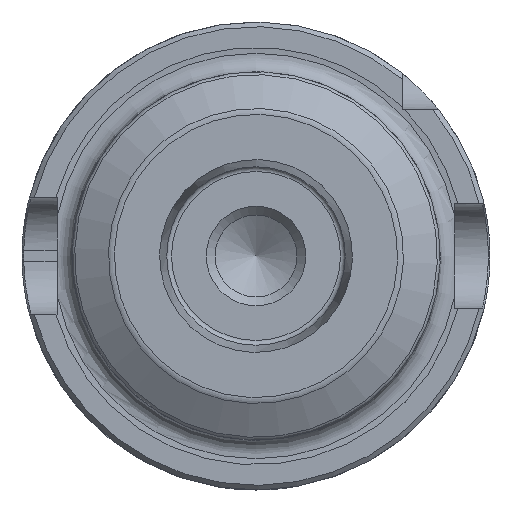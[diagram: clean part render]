
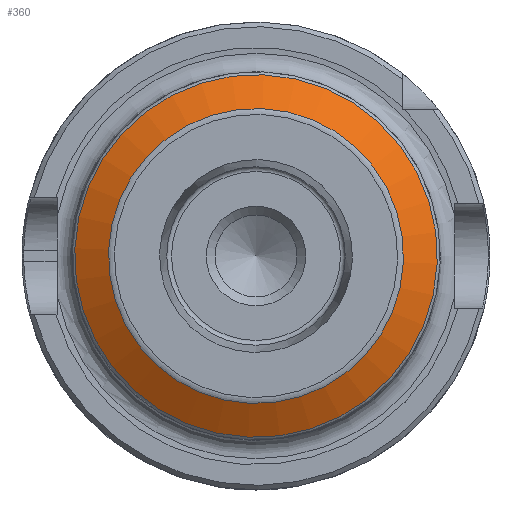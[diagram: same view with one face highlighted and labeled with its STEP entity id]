
A CAD part, left-side view. The second image highlights one B-rep face of the part: STEP entity #360.
In plain terms, the highlighted conical face has half-angle 60 degrees and reference radius 31 mm.
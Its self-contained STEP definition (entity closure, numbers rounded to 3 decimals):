
#98=FACE_BOUND('',#595,.T.);
#99=FACE_BOUND('',#596,.T.);
#175=CONICAL_SURFACE('',#1830,31.,60.);
#360=ADVANCED_FACE('',(#98,#99),#175,.T.);
#595=EDGE_LOOP('',(#1169));
#596=EDGE_LOOP('',(#1170));
#1169=ORIENTED_EDGE('',*,*,#1568,.F.);
#1170=ORIENTED_EDGE('',*,*,#1570,.T.);
#1340=VERTEX_POINT('',#3364);
#1342=VERTEX_POINT('',#3370);
#1568=EDGE_CURVE('',#1340,#1340,#1647,.T.);
#1570=EDGE_CURVE('',#1342,#1342,#1649,.T.);
#1647=CIRCLE('',#1825,31.);
#1649=CIRCLE('',#1829,25.214);
#1825=AXIS2_PLACEMENT_3D('',#3363,#2225,#2226);
#1829=AXIS2_PLACEMENT_3D('',#3369,#2233,#2234);
#1830=AXIS2_PLACEMENT_3D('',#3371,#2235,#2236);
#2225=DIRECTION('',(1.,0.,0.));
#2226=DIRECTION('',(0.,-0.382,0.924));
#2233=DIRECTION('',(1.,0.,0.));
#2234=DIRECTION('',(0.,-0.382,0.924));
#2235=DIRECTION('',(1.,0.,0.));
#2236=DIRECTION('',(0.,-0.382,0.924));
#3363=CARTESIAN_POINT('',(-11.392,0.,0.));
#3364=CARTESIAN_POINT('',(-11.392,-11.837,28.651));
#3369=CARTESIAN_POINT('',(-14.732,0.,0.));
#3370=CARTESIAN_POINT('',(-14.732,-9.628,23.303));
#3371=CARTESIAN_POINT('',(-11.392,0.,0.));
